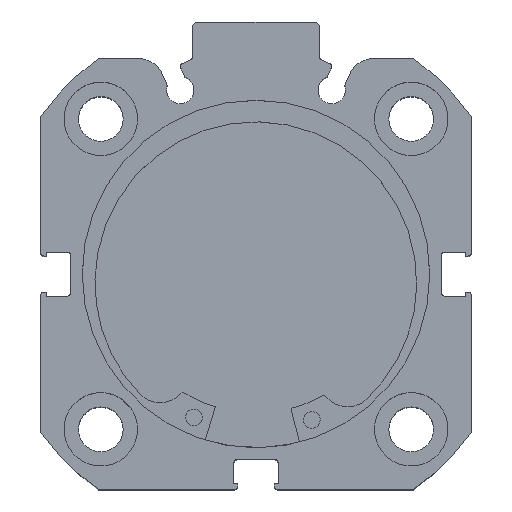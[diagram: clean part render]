
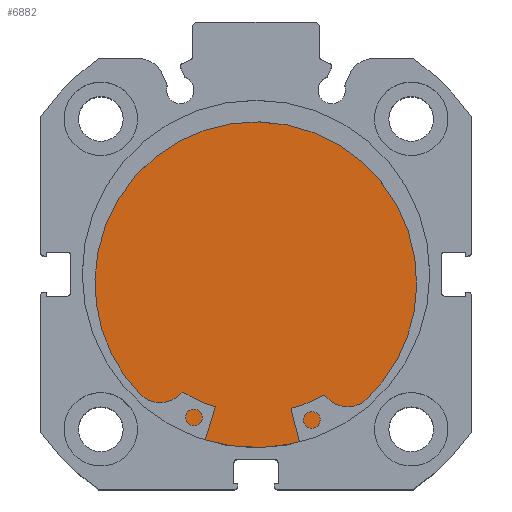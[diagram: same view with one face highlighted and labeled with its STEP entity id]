
A CAD part, top view. The second image highlights one B-rep face of the part: STEP entity #6882.
In plain terms, the highlighted face is planar.
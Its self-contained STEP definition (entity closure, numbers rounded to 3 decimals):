
#149 = EDGE_CURVE ( 'NONE', #2525, #2531, #1606, .T. ) ;
#158 = EDGE_CURVE ( 'NONE', #2531, #2525, #1619, .T. ) ;
#731 = EDGE_LOOP ( 'NONE', ( #3700, #3524 ) ) ;
#1606 = CIRCLE ( 'NONE', #3352, 26. ) ;
#1619 = CIRCLE ( 'NONE', #3347, 26. ) ;
#2525 = VERTEX_POINT ( 'NONE', #3937 ) ;
#2531 = VERTEX_POINT ( 'NONE', #3930 ) ;
#3347 = AXIS2_PLACEMENT_3D ( 'NONE', #4491, #4470, #4466 ) ;
#3352 = AXIS2_PLACEMENT_3D ( 'NONE', #4622, #4600, #4598 ) ;
#3524 = ORIENTED_EDGE ( 'NONE', *, *, #158, .F. ) ;
#3700 = ORIENTED_EDGE ( 'NONE', *, *, #149, .F. ) ;
#3930 = CARTESIAN_POINT ( 'NONE',  ( 9., 0., -26. ) ) ;
#3937 = CARTESIAN_POINT ( 'NONE',  ( 9., 0., 26. ) ) ;
#4466 = DIRECTION ( 'NONE',  ( 0., 0., 1. ) ) ;
#4470 = DIRECTION ( 'NONE',  ( -1., 0., 0. ) ) ;
#4491 = CARTESIAN_POINT ( 'NONE',  ( 9., 0., 0. ) ) ;
#4598 = DIRECTION ( 'NONE',  ( 0., 0., 1. ) ) ;
#4600 = DIRECTION ( 'NONE',  ( -1., 0., 0. ) ) ;
#4622 = CARTESIAN_POINT ( 'NONE',  ( 9., 0., 0. ) ) ;
#5496 = FACE_OUTER_BOUND ( 'NONE', #731, .T. ) ;
#5776 = AXIS2_PLACEMENT_3D ( 'NONE', #6625, #6628, #6629 ) ;
#6625 = CARTESIAN_POINT ( 'NONE',  ( 9., 26., 0. ) ) ;
#6626 = PLANE ( 'NONE',  #5776 ) ;
#6628 = DIRECTION ( 'NONE',  ( -1., 0., 0. ) ) ;
#6629 = DIRECTION ( 'NONE',  ( 0., 0., 1. ) ) ;
#6882 = ADVANCED_FACE ( 'NONE', ( #5496 ), #6626, .F. ) ;
